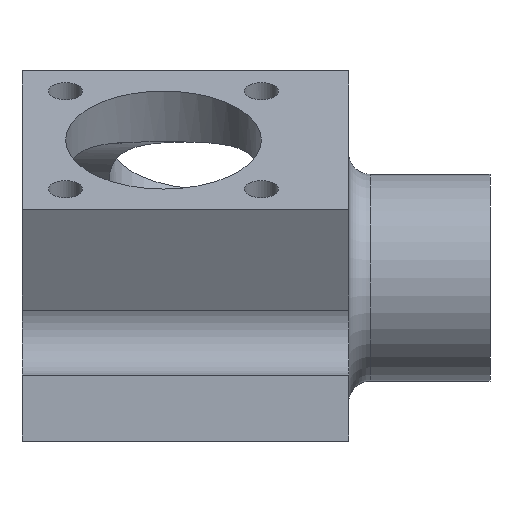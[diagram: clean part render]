
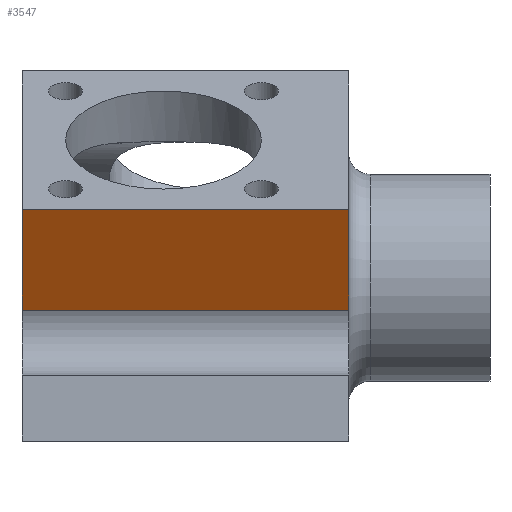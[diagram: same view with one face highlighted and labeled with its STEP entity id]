
A CAD part, left-side view. The second image highlights one B-rep face of the part: STEP entity #3547.
In plain terms, the highlighted planar face has unit normal (-0.862, 0, -0.507).
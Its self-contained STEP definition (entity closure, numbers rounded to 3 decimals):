
#97 = PLANE('',#98);
#98 = AXIS2_PLACEMENT_3D('',#99,#100,#101);
#99 = CARTESIAN_POINT('',(4.825,-7.5,-0.314));
#100 = DIRECTION('',(0.,1.,0.));
#101 = DIRECTION('',(0.,0.,1.));
#351 = VERTEX_POINT('',#352);
#352 = CARTESIAN_POINT('',(-11.,-7.5,3.149));
#366 = PLANE('',#367);
#367 = AXIS2_PLACEMENT_3D('',#368,#369,#370);
#368 = CARTESIAN_POINT('',(-11.,0.,3.149));
#369 = DIRECTION('',(0.5,0.,-0.866));
#370 = DIRECTION('',(-0.866,0.,-0.5));
#378 = EDGE_CURVE('',#351,#379,#381,.T.);
#379 = VERTEX_POINT('',#380);
#380 = CARTESIAN_POINT('',(-8.276,-7.5,-1.487));
#381 = SURFACE_CURVE('',#382,(#386,#393),.PCURVE_S1.);
#382 = LINE('',#383,#384);
#383 = CARTESIAN_POINT('',(-11.,-7.5,3.149));
#384 = VECTOR('',#385,1.);
#385 = DIRECTION('',(0.507,0.,-0.862));
#386 = PCURVE('',#97,#387);
#387 = DEFINITIONAL_REPRESENTATION('',(#388),#392);
#388 = LINE('',#389,#390);
#389 = CARTESIAN_POINT('',(3.463,-15.825));
#390 = VECTOR('',#391,1.);
#391 = DIRECTION('',(-0.862,0.507));
#392 = ( GEOMETRIC_REPRESENTATION_CONTEXT(2) 
PARAMETRIC_REPRESENTATION_CONTEXT() REPRESENTATION_CONTEXT('2D SPACE',''
  ) );
#393 = PCURVE('',#394,#399);
#394 = PLANE('',#395);
#395 = AXIS2_PLACEMENT_3D('',#396,#397,#398);
#396 = CARTESIAN_POINT('',(-8.276,0.,-1.487));
#397 = DIRECTION('',(0.862,0.,0.507));
#398 = DIRECTION('',(0.507,0.,-0.862));
#399 = DEFINITIONAL_REPRESENTATION('',(#400),#404);
#400 = LINE('',#401,#402);
#401 = CARTESIAN_POINT('',(-5.377,-7.5));
#402 = VECTOR('',#403,1.);
#403 = DIRECTION('',(1.,0.));
#404 = ( GEOMETRIC_REPRESENTATION_CONTEXT(2) 
PARAMETRIC_REPRESENTATION_CONTEXT() REPRESENTATION_CONTEXT('2D SPACE',''
  ) );
#423 = CYLINDRICAL_SURFACE('',#424,2.);
#424 = AXIS2_PLACEMENT_3D('',#425,#426,#427);
#425 = CARTESIAN_POINT('',(-10.,0.,-2.5));
#426 = DIRECTION('',(0.,-1.,0.));
#427 = DIRECTION('',(0.,0.,1.));
#513 = PLANE('',#514);
#514 = AXIS2_PLACEMENT_3D('',#515,#516,#517);
#515 = CARTESIAN_POINT('',(4.825,7.5,-0.314));
#516 = DIRECTION('',(0.,1.,0.));
#517 = DIRECTION('',(0.,0.,1.));
#3497 = EDGE_CURVE('',#379,#3498,#3500,.T.);
#3498 = VERTEX_POINT('',#3499);
#3499 = CARTESIAN_POINT('',(-8.276,7.5,-1.487));
#3500 = SURFACE_CURVE('',#3501,(#3505,#3512),.PCURVE_S1.);
#3501 = LINE('',#3502,#3503);
#3502 = CARTESIAN_POINT('',(-8.276,0.,-1.487));
#3503 = VECTOR('',#3504,1.);
#3504 = DIRECTION('',(0.,1.,0.));
#3505 = PCURVE('',#423,#3506);
#3506 = DEFINITIONAL_REPRESENTATION('',(#3507),#3511);
#3507 = LINE('',#3508,#3509);
#3508 = CARTESIAN_POINT('',(5.244,0.));
#3509 = VECTOR('',#3510,1.);
#3510 = DIRECTION('',(0.,-1.));
#3511 = ( GEOMETRIC_REPRESENTATION_CONTEXT(2) 
PARAMETRIC_REPRESENTATION_CONTEXT() REPRESENTATION_CONTEXT('2D SPACE',''
  ) );
#3512 = PCURVE('',#394,#3513);
#3513 = DEFINITIONAL_REPRESENTATION('',(#3514),#3518);
#3514 = LINE('',#3515,#3516);
#3515 = CARTESIAN_POINT('',(0.,0.));
#3516 = VECTOR('',#3517,1.);
#3517 = DIRECTION('',(0.,1.));
#3518 = ( GEOMETRIC_REPRESENTATION_CONTEXT(2) 
PARAMETRIC_REPRESENTATION_CONTEXT() REPRESENTATION_CONTEXT('2D SPACE',''
  ) );
#3547 = ADVANCED_FACE('',(#3548),#394,.F.);
#3548 = FACE_BOUND('',#3549,.T.);
#3549 = EDGE_LOOP('',(#3550,#3573,#3574,#3575));
#3550 = ORIENTED_EDGE('',*,*,#3551,.F.);
#3551 = EDGE_CURVE('',#3498,#3552,#3554,.T.);
#3552 = VERTEX_POINT('',#3553);
#3553 = CARTESIAN_POINT('',(-11.,7.5,3.149));
#3554 = SURFACE_CURVE('',#3555,(#3559,#3566),.PCURVE_S1.);
#3555 = LINE('',#3556,#3557);
#3556 = CARTESIAN_POINT('',(-11.,7.5,3.149));
#3557 = VECTOR('',#3558,1.);
#3558 = DIRECTION('',(-0.507,0.,0.862));
#3559 = PCURVE('',#394,#3560);
#3560 = DEFINITIONAL_REPRESENTATION('',(#3561),#3565);
#3561 = LINE('',#3562,#3563);
#3562 = CARTESIAN_POINT('',(-5.377,7.5));
#3563 = VECTOR('',#3564,1.);
#3564 = DIRECTION('',(-1.,0.));
#3565 = ( GEOMETRIC_REPRESENTATION_CONTEXT(2) 
PARAMETRIC_REPRESENTATION_CONTEXT() REPRESENTATION_CONTEXT('2D SPACE',''
  ) );
#3566 = PCURVE('',#513,#3567);
#3567 = DEFINITIONAL_REPRESENTATION('',(#3568),#3572);
#3568 = LINE('',#3569,#3570);
#3569 = CARTESIAN_POINT('',(3.463,-15.825));
#3570 = VECTOR('',#3571,1.);
#3571 = DIRECTION('',(0.862,-0.507));
#3572 = ( GEOMETRIC_REPRESENTATION_CONTEXT(2) 
PARAMETRIC_REPRESENTATION_CONTEXT() REPRESENTATION_CONTEXT('2D SPACE',''
  ) );
#3573 = ORIENTED_EDGE('',*,*,#3497,.F.);
#3574 = ORIENTED_EDGE('',*,*,#378,.F.);
#3575 = ORIENTED_EDGE('',*,*,#3576,.T.);
#3576 = EDGE_CURVE('',#351,#3552,#3577,.T.);
#3577 = SURFACE_CURVE('',#3578,(#3582,#3589),.PCURVE_S1.);
#3578 = LINE('',#3579,#3580);
#3579 = CARTESIAN_POINT('',(-11.,0.,3.149));
#3580 = VECTOR('',#3581,1.);
#3581 = DIRECTION('',(0.,1.,0.));
#3582 = PCURVE('',#394,#3583);
#3583 = DEFINITIONAL_REPRESENTATION('',(#3584),#3588);
#3584 = LINE('',#3585,#3586);
#3585 = CARTESIAN_POINT('',(-5.377,0.));
#3586 = VECTOR('',#3587,1.);
#3587 = DIRECTION('',(0.,1.));
#3588 = ( GEOMETRIC_REPRESENTATION_CONTEXT(2) 
PARAMETRIC_REPRESENTATION_CONTEXT() REPRESENTATION_CONTEXT('2D SPACE',''
  ) );
#3589 = PCURVE('',#366,#3590);
#3590 = DEFINITIONAL_REPRESENTATION('',(#3591),#3595);
#3591 = LINE('',#3592,#3593);
#3592 = CARTESIAN_POINT('',(0.,0.));
#3593 = VECTOR('',#3594,1.);
#3594 = DIRECTION('',(0.,1.));
#3595 = ( GEOMETRIC_REPRESENTATION_CONTEXT(2) 
PARAMETRIC_REPRESENTATION_CONTEXT() REPRESENTATION_CONTEXT('2D SPACE',''
  ) );
